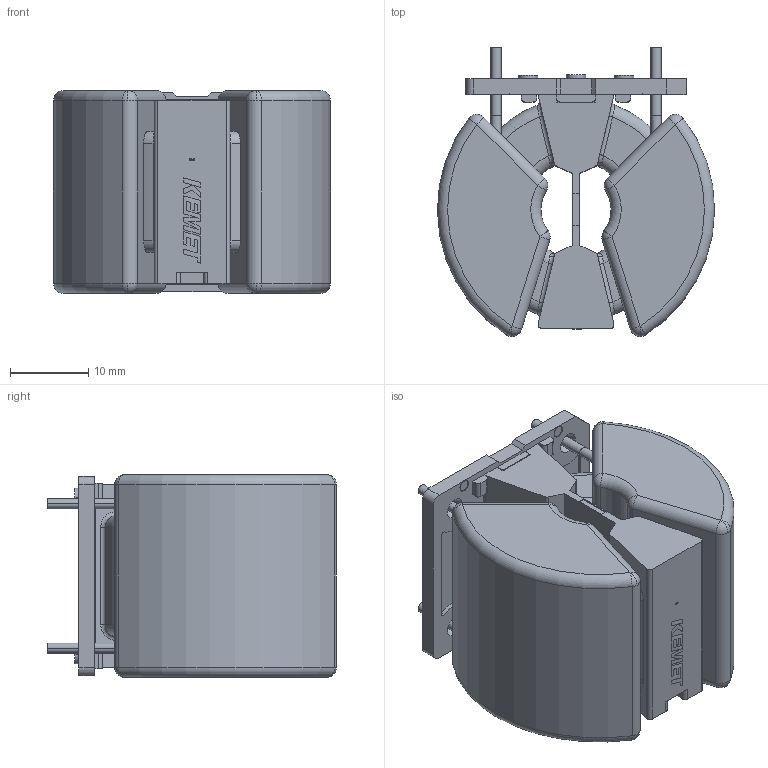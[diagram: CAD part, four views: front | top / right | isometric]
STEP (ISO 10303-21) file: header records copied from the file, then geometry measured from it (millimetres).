
FILE_DESCRIPTION (( 'STEP AP214' ), '1' );
FILE_NAME ('簡易版_SC25XV-100-1R3A016JV.STEP', '2023-03-30T05:23:58', ( '' ), ( '' ), 'SwSTEP 2.0', 'SolidWorks 2022', '' );
FILE_SCHEMA (( 'AUTOMOTIVE_DESIGN' ));
Length unit declared in the file: millimetre
Products named in the file (1): 簡易版_SC25XV-100-1R3A016JV
Bounding box: 35.5 x 37 x 26 mm (x, y, z)
Volume: 20256.1 mm3; surface area: 10381.5 mm2
Topology: 1 solids, 13 shells, 581 faces, 1492 edges, 938 vertices
Faces by surface type: plane 281, cylinder 196, bspline 40, torus 36, sphere 20, cone 8
Entity records: 25020 total; most frequent: CARTESIAN_POINT 4621, ORIENTED_EDGE 2960, DIRECTION 2901, EDGE_CURVE 1480, AXIS2_PLACEMENT_3D 1034, VERTEX_POINT 938, VECTOR 833, LINE 833
